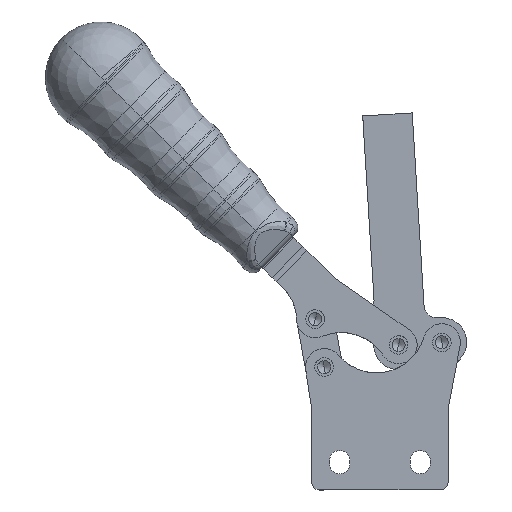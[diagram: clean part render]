
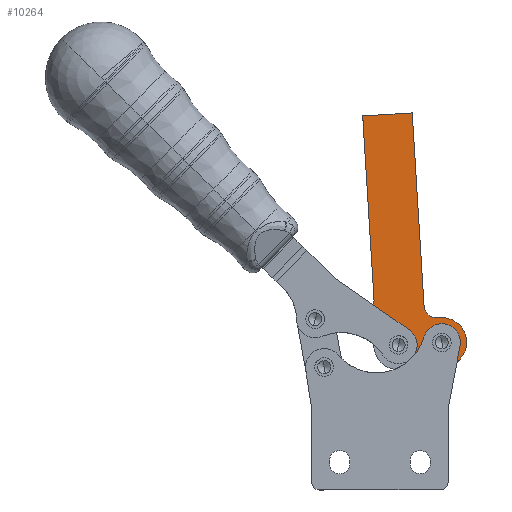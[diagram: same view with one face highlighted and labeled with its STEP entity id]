
A CAD part, top view. The second image highlights one B-rep face of the part: STEP entity #10264.
In plain terms, the highlighted planar face has unit normal (0, 0, 1).
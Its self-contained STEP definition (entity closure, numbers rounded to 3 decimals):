
#763=CARTESIAN_POINT('',(12.875,56.49,-34.473));
#764=VERTEX_POINT('',#763);
#773=CARTESIAN_POINT('',(12.961,57.204,-34.473));
#774=VERTEX_POINT('',#773);
#775=CARTESIAN_POINT('',(10.964,57.081,-34.473));
#776=DIRECTION('',(0.,0.,1.0));
#777=DIRECTION('',(0.955,-0.295,0.));
#778=AXIS2_PLACEMENT_3D('',#775,#776,#777);
#779=CIRCLE('',#778,2.0);
#780=EDGE_CURVE('',#764,#774,#779,.T.);
#815=CARTESIAN_POINT('',(25.159,38.559,-34.473));
#816=VERTEX_POINT('',#815);
#9589=CARTESIAN_POINT('',(24.28,47.682,-34.473));
#9590=VERTEX_POINT('',#9589);
#9591=CARTESIAN_POINT('',(20.865,42.749,-34.473));
#9592=DIRECTION('',(0.,0.,-1.));
#9593=DIRECTION('',(0.569,0.822,0.));
#9594=AXIS2_PLACEMENT_3D('',#9591,#9592,#9593);
#9595=CIRCLE('',#9594,6.);
#9596=EDGE_CURVE('',#9590,#816,#9595,.T.);
#9899=CARTESIAN_POINT('',(12.521,55.824,-34.473));
#9900=VERTEX_POINT('',#9899);
#10074=CARTESIAN_POINT('',(12.521,55.824,-34.473));
#10075=DIRECTION('',(0.822,-0.569,0.0));
#10076=VECTOR('',#10075,14.303);
#10077=LINE('',#10074,#10076);
#10078=EDGE_CURVE('',#9900,#9590,#10077,.T.);
#10164=CARTESIAN_POINT('',(28.486,65.401,-34.473));
#10165=DIRECTION('',(0.0,0.0,1.0));
#10166=DIRECTION('',(0.998,0.062,0.0));
#10167=AXIS2_PLACEMENT_3D('',#10164,#10165,#10166);
#10168=PLANE('',#10167);
#10169=ORIENTED_EDGE('',*,*,#10078,.T.);
#10170=ORIENTED_EDGE('',*,*,#9596,.T.);
#10171=CARTESIAN_POINT('',(29.075,45.28,-34.473));
#10172=VERTEX_POINT('',#10171);
#10173=CARTESIAN_POINT('',(13.707,49.732,-34.473));
#10174=DIRECTION('',(0.0,0.0,1.0));
#10175=DIRECTION('',(-0.767,-0.642,0.0));
#10176=AXIS2_PLACEMENT_3D('',#10173,#10174,#10175);
#10177=CIRCLE('',#10176,16.0);
#10178=EDGE_CURVE('',#816,#10172,#10177,.T.);
#10179=ORIENTED_EDGE('',*,*,#10178,.T.);
#10180=CARTESIAN_POINT('',(40.733,42.492,-34.473));
#10181=VERTEX_POINT('',#10180);
#10182=CARTESIAN_POINT('',(34.838,43.61,-34.473));
#10183=DIRECTION('',(0.0,0.0,-1.));
#10184=DIRECTION('',(-0.982,0.186,0.0));
#10185=AXIS2_PLACEMENT_3D('',#10182,#10183,#10184);
#10186=CIRCLE('',#10185,6.);
#10187=EDGE_CURVE('',#10172,#10181,#10186,.T.);
#10188=ORIENTED_EDGE('',*,*,#10187,.T.);
#10189=CARTESIAN_POINT('',(39.747,37.293,-34.473));
#10190=VERTEX_POINT('',#10189);
#10191=CARTESIAN_POINT('',(40.733,42.492,-34.473));
#10192=DIRECTION('',(-0.186,-0.982,0.));
#10193=VECTOR('',#10192,5.292);
#10194=LINE('',#10191,#10193);
#10195=EDGE_CURVE('',#10181,#10190,#10194,.T.);
#10196=ORIENTED_EDGE('',*,*,#10195,.T.);
#10197=CARTESIAN_POINT('',(34.346,51.595,-34.473));
#10198=VERTEX_POINT('',#10197);
#10199=CARTESIAN_POINT('',(34.838,43.61,-34.473));
#10200=DIRECTION('',(0.,0.,-1.0));
#10201=DIRECTION('',(-0.062,0.998,0.));
#10202=AXIS2_PLACEMENT_3D('',#10199,#10200,#10201);
#10203=CIRCLE('',#10202,8.0);
#10204=EDGE_CURVE('',#10198,#10190,#10203,.T.);
#10205=ORIENTED_EDGE('',*,*,#10204,.F.);
#10206=CARTESIAN_POINT('',(33.348,51.533,-34.473));
#10207=VERTEX_POINT('',#10206);
#10208=CARTESIAN_POINT('',(33.348,51.533,-34.473));
#10209=DIRECTION('',(0.998,0.062,0.0));
#10210=VECTOR('',#10209,1.0);
#10211=LINE('',#10208,#10210);
#10212=EDGE_CURVE('',#10207,#10198,#10211,.T.);
#10213=ORIENTED_EDGE('',*,*,#10212,.F.);
#10214=CARTESIAN_POINT('',(29.109,55.28,-34.473));
#10215=VERTEX_POINT('',#10214);
#10216=CARTESIAN_POINT('',(33.102,55.526,-34.473));
#10217=DIRECTION('',(0.,0.,1.0));
#10218=DIRECTION('',(-0.998,-0.062,0.));
#10219=AXIS2_PLACEMENT_3D('',#10216,#10217,#10218);
#10220=CIRCLE('',#10219,4.0);
#10221=EDGE_CURVE('',#10215,#10207,#10220,.T.);
#10222=ORIENTED_EDGE('',*,*,#10221,.F.);
#10223=CARTESIAN_POINT('',(25.264,117.661,-34.473));
#10224=VERTEX_POINT('',#10223);
#10225=CARTESIAN_POINT('',(25.264,117.661,-34.473));
#10226=DIRECTION('',(0.062,-0.998,0.0));
#10227=VECTOR('',#10226,62.5);
#10228=LINE('',#10225,#10227);
#10229=EDGE_CURVE('',#10224,#10215,#10228,.T.);
#10230=ORIENTED_EDGE('',*,*,#10229,.F.);
#10231=CARTESIAN_POINT('',(9.294,116.677,-34.473));
#10232=VERTEX_POINT('',#10231);
#10233=CARTESIAN_POINT('',(25.264,117.661,-34.473));
#10234=DIRECTION('',(-0.998,-0.062,0.0));
#10235=VECTOR('',#10234,16.);
#10236=LINE('',#10233,#10235);
#10237=EDGE_CURVE('',#10224,#10232,#10236,.T.);
#10238=ORIENTED_EDGE('',*,*,#10237,.T.);
#10239=CARTESIAN_POINT('',(9.294,116.677,-34.473));
#10240=DIRECTION('',(0.062,-0.998,0.0));
#10241=VECTOR('',#10240,59.586);
#10242=LINE('',#10239,#10241);
#10243=EDGE_CURVE('',#10232,#774,#10242,.T.);
#10244=ORIENTED_EDGE('',*,*,#10243,.T.);
#10245=ORIENTED_EDGE('',*,*,#780,.F.);
#10246=CARTESIAN_POINT('',(12.543,55.852,-34.473));
#10247=VERTEX_POINT('',#10246);
#10248=CARTESIAN_POINT('',(10.964,57.081,-34.473));
#10249=DIRECTION('',(0.,0.,1.0));
#10250=DIRECTION('',(0.955,-0.295,0.));
#10251=AXIS2_PLACEMENT_3D('',#10248,#10249,#10250);
#10252=CIRCLE('',#10251,2.0);
#10253=EDGE_CURVE('',#10247,#764,#10252,.T.);
#10254=ORIENTED_EDGE('',*,*,#10253,.F.);
#10255=CARTESIAN_POINT('',(14.121,54.624,-34.473));
#10256=DIRECTION('',(0.,0.,-1.));
#10257=DIRECTION('',(-0.552,0.834,0.));
#10258=AXIS2_PLACEMENT_3D('',#10255,#10256,#10257);
#10259=CIRCLE('',#10258,2.0);
#10260=EDGE_CURVE('',#9900,#10247,#10259,.T.);
#10261=ORIENTED_EDGE('',*,*,#10260,.F.);
#10262=EDGE_LOOP('',(#10169,#10170,#10179,#10188,#10196,#10205,#10213,#10222,#10230,#10238,#10244,#10245,#10254,#10261));
#10263=FACE_OUTER_BOUND('',#10262,.T.);
#10264=ADVANCED_FACE('',(#10263),#10168,.T.);
